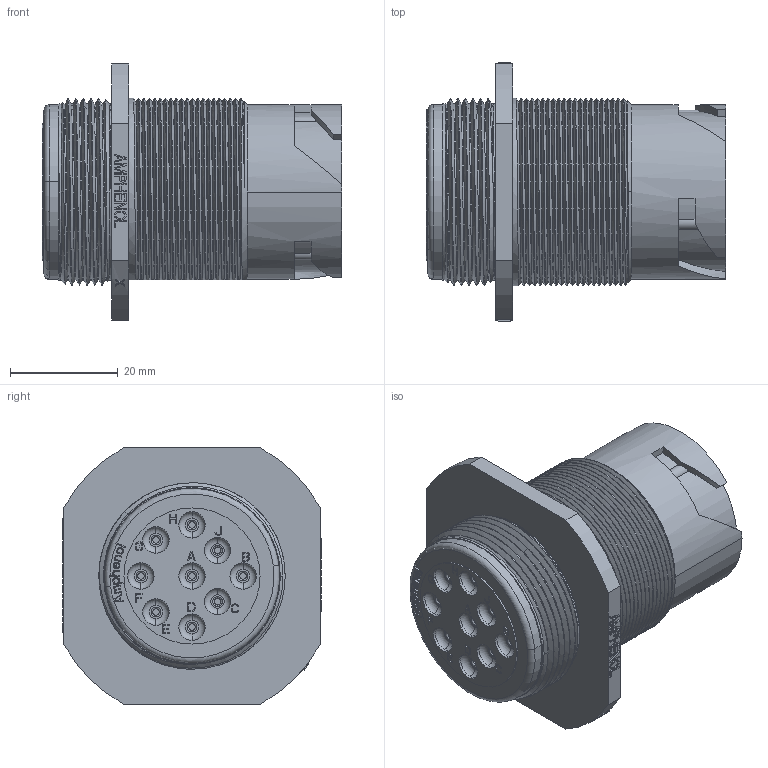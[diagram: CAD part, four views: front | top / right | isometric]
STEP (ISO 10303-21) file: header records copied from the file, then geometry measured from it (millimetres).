
FILE_DESCRIPTION((''),'2;1');
FILE_NAME('PL000252-80','2017-12-21T',('OrionLi'),(''),'PRO/ENGINEER BY PARAMETRIC TECHNOLOGY CORPORATION, 2013230','PRO/ENGINEER BY PARAMETRIC TECHNOLOGY CORPORATION, 2013230','');
FILE_SCHEMA(('CONFIG_CONTROL_DESIGN'));
Products named in the file (1): PL000252-80
Bounding box: 55.75 x 48 x 47.6 mm (x, y, z)
Volume: 48319.4 mm3; surface area: 15306.2 mm2
Topology: 1 solids, 12 shells, 1807 faces, 4912 edges, 3234 vertices
Faces by surface type: plane 1238, bspline 317, cylinder 152, torus 74, cone 26
Entity records: 83066 total; most frequent: CARTESIAN_POINT 39236, ORIENTED_EDGE 9824, DIRECTION 7675, EDGE_CURVE 4912, VECTOR 3851, LINE 3851, VERTEX_POINT 3234, EDGE_LOOP 1914
